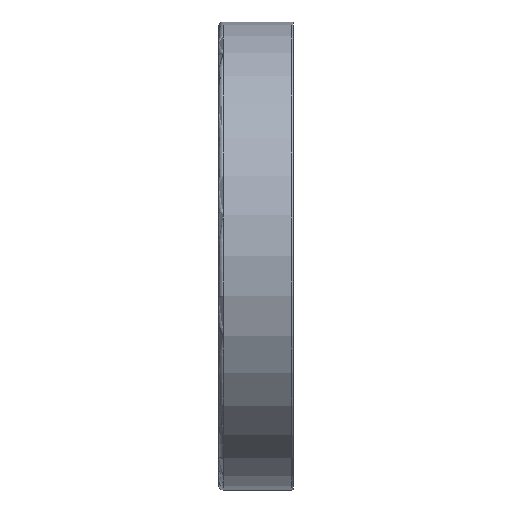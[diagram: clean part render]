
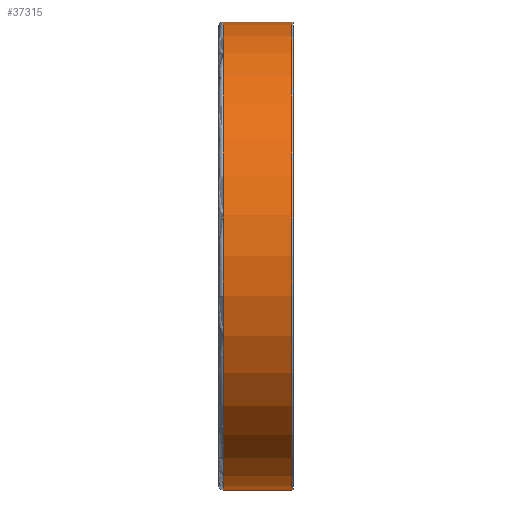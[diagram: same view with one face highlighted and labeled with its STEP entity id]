
A CAD part, top view. The second image highlights one B-rep face of the part: STEP entity #37315.
In plain terms, the highlighted cylindrical face has radius 75 mm (diameter 150 mm), a partial arc.
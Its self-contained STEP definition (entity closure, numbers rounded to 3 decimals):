
#26807=DIRECTION('',(-1.,0.,0.));
#26808=VECTOR('',#26807,21.9);
#26809=CARTESIAN_POINT('',(11.4,75.,0.));
#26810=LINE('',#26809,#26808);
#26814=DIRECTION('',(-1.,0.,0.));
#26815=VECTOR('',#26814,21.9);
#26816=CARTESIAN_POINT('',(11.4,-75.,0.));
#26817=LINE('',#26816,#26815);
#26829=CARTESIAN_POINT('',(11.4,0.,0.));
#26830=DIRECTION('',(1.,0.,0.));
#26831=DIRECTION('',(0.,1.,0.));
#26832=AXIS2_PLACEMENT_3D('',#26829,#26830,#26831);
#26837=CARTESIAN_POINT('',(-10.5,0.,0.));
#26838=DIRECTION('',(1.,0.,0.));
#26839=DIRECTION('',(0.,1.,0.));
#26840=AXIS2_PLACEMENT_3D('',#26837,#26838,#26839);
#34067=CARTESIAN_POINT('',(11.4,75.,0.));
#34068=CARTESIAN_POINT('',(-10.5,75.,0.));
#34069=VERTEX_POINT('',#34067);
#34070=VERTEX_POINT('',#34068);
#34079=CARTESIAN_POINT('',(11.4,-75.,0.));
#34080=CARTESIAN_POINT('',(-10.5,-75.,0.));
#34081=VERTEX_POINT('',#34079);
#34082=VERTEX_POINT('',#34080);
#37303=CARTESIAN_POINT('',(-13.2,0.,0.));
#37304=DIRECTION('',(1.,0.,0.));
#37305=DIRECTION('',(0.,-1.,0.));
#37306=AXIS2_PLACEMENT_3D('',#37303,#37304,#37305);
#37307=CYLINDRICAL_SURFACE('',#37306,75.);
#37308=ORIENTED_EDGE('',*,*,#37293,.F.);
#37309=ORIENTED_EDGE('',*,*,#37270,.T.);
#37310=ORIENTED_EDGE('',*,*,#37297,.T.);
#37312=ORIENTED_EDGE('',*,*,#37311,.F.);
#37313=EDGE_LOOP('',(#37308,#37309,#37310,#37312));
#37314=FACE_OUTER_BOUND('',#37313,.F.);
#26833=CIRCLE('',#26832,75.);
#26841=CIRCLE('',#26840,75.);
#37270=EDGE_CURVE('',#34069,#34081,#26833,.T.);
#37293=EDGE_CURVE('',#34069,#34070,#26810,.T.);
#37297=EDGE_CURVE('',#34081,#34082,#26817,.T.);
#37311=EDGE_CURVE('',#34070,#34082,#26841,.T.);
#37315=ADVANCED_FACE('',(#37314),#37307,.T.);
